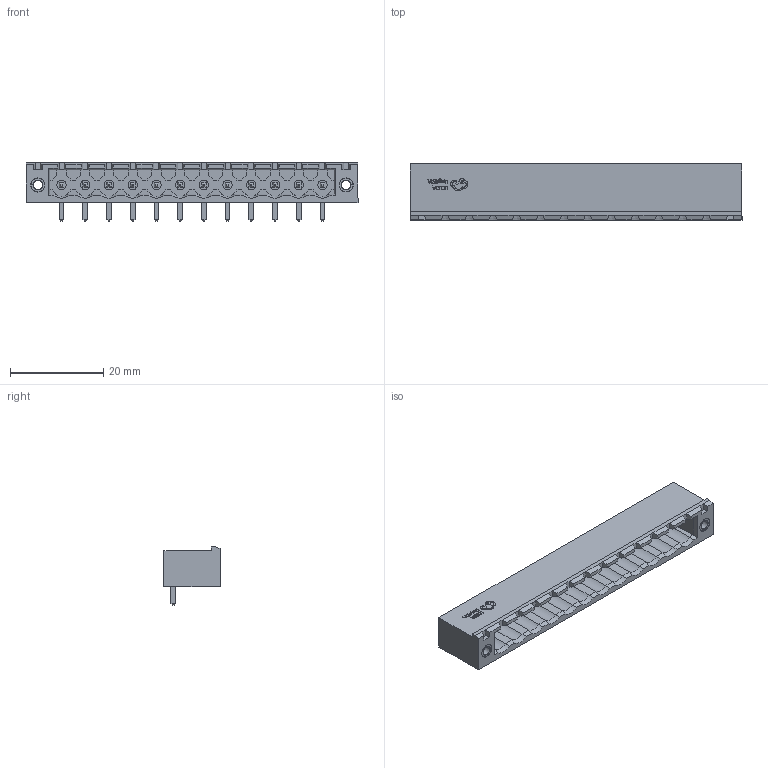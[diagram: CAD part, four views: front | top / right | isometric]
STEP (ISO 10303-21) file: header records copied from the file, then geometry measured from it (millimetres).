
FILE_DESCRIPTION (( 'STEP AP214' ), '1' );
FILE_NAME ('CONN-TH_12P-P5.08_DB2ERM-5.08-12P.step', '2022-08-02T13:37:26', ( '' ), ( '' ), 'SwSTEP 2.0', 'SolidWorks 2020', '' );
FILE_SCHEMA (( 'AUTOMOTIVE_DESIGN' ));
Length unit declared in the file: millimetre
Products named in the file (1): CONN-TH_12P-P5.08_DB2ERM-5.08-12P
Bounding box: 71.12 x 12 x 12.5 mm (x, y, z)
Volume: 3544.8 mm3; surface area: 5670.2 mm2
Topology: 14 solids, 14 shells, 1008 faces, 2522 edges, 1588 vertices
Faces by surface type: plane 778, cylinder 112, bspline 98, cone 20
Entity records: 36172 total; most frequent: CARTESIAN_POINT 6497, ORIENTED_EDGE 5044, DIRECTION 4388, EDGE_CURVE 2522, LINE 2030, VECTOR 2030, VERTEX_POINT 1588, AXIS2_PLACEMENT_3D 1179
